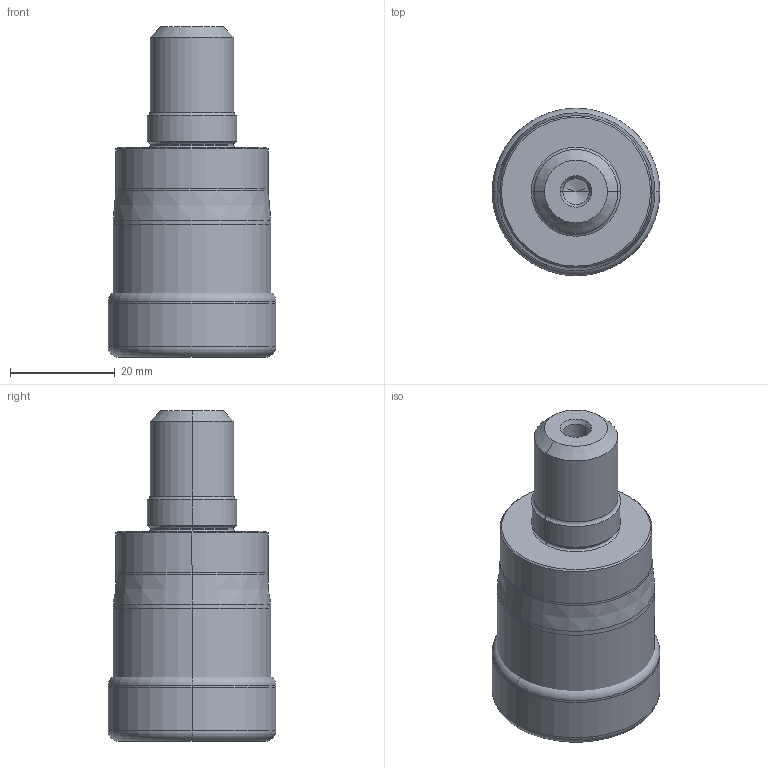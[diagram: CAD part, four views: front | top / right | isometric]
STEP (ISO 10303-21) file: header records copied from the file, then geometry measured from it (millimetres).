
FILE_DESCRIPTION(/* description */ (''),/* implementation_level */ '2;1');
FILE_NAME(/* name */ 'ASX400R322AM1640_MR2_0.stp',/* time_stamp */ '2021-09-08T11:41:35+09:00',/* author */ (''),/* organization */ (''),/* preprocessor_version */ 'ST-DEVELOPER v16',/* originating_system */ 'SIEMENS PLM Software NX 10.0',/* authorisation */ '');
FILE_SCHEMA (('AUTOMOTIVE_DESIGN { 1 0 10303 214 3 1 1 1 }'));
Length unit declared in the file: millimetre
Products named in the file (1): ASX400R322AM1640_MR2_0_ASM
Bounding box: 32 x 32 x 63 mm (x, y, z)
Volume: 39992.7 mm3; surface area: 9466.5 mm2
Topology: 2 solids, 2 shells, 78 faces, 186 edges, 127 vertices
Faces by surface type: cone 36, torus 20, cylinder 16, plane 4, bspline 2
Entity records: 2443 total; most frequent: DIRECTION 476, CARTESIAN_POINT 425, ORIENTED_EDGE 336, AXIS2_PLACEMENT_3D 207, EDGE_CURVE 168, CIRCLE 120, VERTEX_POINT 97, EDGE_LOOP 82
